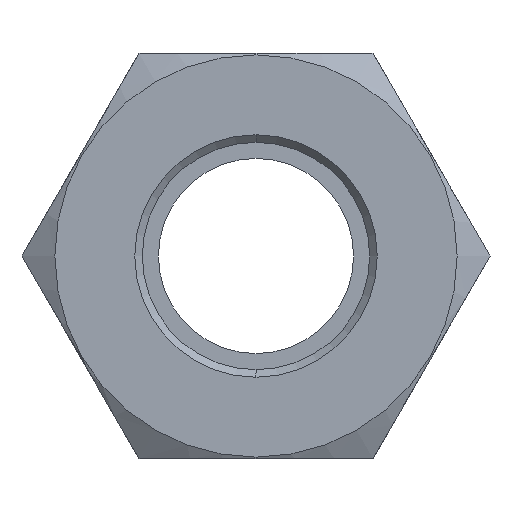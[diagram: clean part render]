
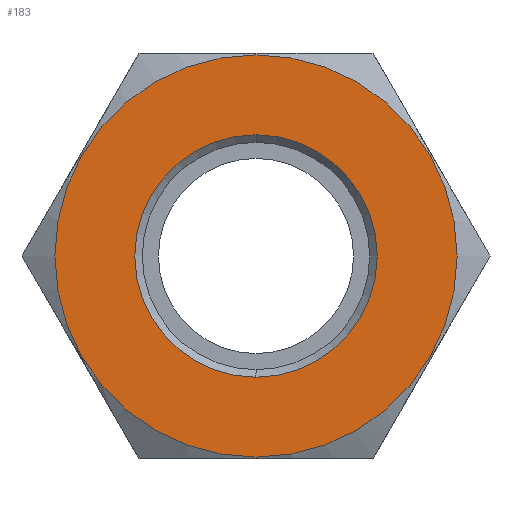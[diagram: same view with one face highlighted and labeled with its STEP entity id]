
A CAD part, front view. The second image highlights one B-rep face of the part: STEP entity #183.
In plain terms, the highlighted planar face has unit normal (0, -1, 0).
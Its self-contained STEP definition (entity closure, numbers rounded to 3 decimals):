
#4 = EDGE_CURVE ( 'NONE', #2243, #2229, #335, .T. ) ;
#88 = EDGE_CURVE ( 'NONE', #2247, #2200, #355, .T. ) ;
#183 = ADVANCED_FACE ( 'NONE', ( #1177, #1203 ), #1743, .F. ) ;
#186 = EDGE_CURVE ( 'NONE', #2200, #2247, #2717, .T. ) ;
#187 = EDGE_CURVE ( 'NONE', #2229, #2243, #2715, .T. ) ;
#326 = AXIS2_PLACEMENT_3D ( 'NONE', #1573, #1574, #1575 ) ;
#335 = CIRCLE ( 'NONE', #352, 13.4 ) ;
#352 = AXIS2_PLACEMENT_3D ( 'NONE', #2411, #2412, #2410 ) ;
#355 = CIRCLE ( 'NONE', #326, 8.075 ) ;
#656 = EDGE_LOOP ( 'NONE', ( #2193, #2194 ) ) ;
#657 = EDGE_LOOP ( 'NONE', ( #2196, #2195 ) ) ;
#1177 = FACE_BOUND ( 'NONE', #656, .T. ) ;
#1203 = FACE_OUTER_BOUND ( 'NONE', #657, .T. ) ;
#1573 = CARTESIAN_POINT ( 'NONE',  ( 0., -11.262, 0. ) ) ;
#1574 = DIRECTION ( 'NONE',  ( 0., 1., 0. ) ) ;
#1575 = DIRECTION ( 'NONE',  ( 0., 0., -1. ) ) ;
#1743 = PLANE ( 'NONE',  #2824 ) ;
#1744 = CARTESIAN_POINT ( 'NONE',  ( -13.4, -11.262, 0. ) ) ;
#1745 = DIRECTION ( 'NONE',  ( 0., 1., 0. ) ) ;
#1746 = DIRECTION ( 'NONE',  ( 0., 0., -1. ) ) ;
#1754 = CARTESIAN_POINT ( 'NONE',  ( 0., -11.262, 0. ) ) ;
#1755 = DIRECTION ( 'NONE',  ( 0., 1., 0. ) ) ;
#1756 = DIRECTION ( 'NONE',  ( 0., 0., -1. ) ) ;
#1757 = CARTESIAN_POINT ( 'NONE',  ( 0., -11.262, 0. ) ) ;
#1758 = DIRECTION ( 'NONE',  ( 0., -1., 0. ) ) ;
#1759 = DIRECTION ( 'NONE',  ( 0., 0., 1. ) ) ;
#1950 = CARTESIAN_POINT ( 'NONE',  ( 0., -11.262, -8.075 ) ) ;
#1979 = CARTESIAN_POINT ( 'NONE',  ( 0., -11.262, -13.4 ) ) ;
#1993 = CARTESIAN_POINT ( 'NONE',  ( 0., -11.262, 13.4 ) ) ;
#1997 = CARTESIAN_POINT ( 'NONE',  ( 0., -11.262, 8.075 ) ) ;
#2193 = ORIENTED_EDGE ( 'NONE', *, *, #88, .T. ) ;
#2194 = ORIENTED_EDGE ( 'NONE', *, *, #186, .T. ) ;
#2195 = ORIENTED_EDGE ( 'NONE', *, *, #4, .T. ) ;
#2196 = ORIENTED_EDGE ( 'NONE', *, *, #187, .T. ) ;
#2200 = VERTEX_POINT ( 'NONE', #1950 ) ;
#2229 = VERTEX_POINT ( 'NONE', #1979 ) ;
#2243 = VERTEX_POINT ( 'NONE', #1993 ) ;
#2247 = VERTEX_POINT ( 'NONE', #1997 ) ;
#2410 = DIRECTION ( 'NONE',  ( 0., 0., 1. ) ) ;
#2411 = CARTESIAN_POINT ( 'NONE',  ( 0., -11.262, 0. ) ) ;
#2412 = DIRECTION ( 'NONE',  ( 0., -1., 0. ) ) ;
#2715 = CIRCLE ( 'NONE', #2758, 13.4 ) ;
#2717 = CIRCLE ( 'NONE', #2811, 8.075 ) ;
#2758 = AXIS2_PLACEMENT_3D ( 'NONE', #1757, #1758, #1759 ) ;
#2811 = AXIS2_PLACEMENT_3D ( 'NONE', #1754, #1755, #1756 ) ;
#2824 = AXIS2_PLACEMENT_3D ( 'NONE', #1744, #1745, #1746 ) ;
